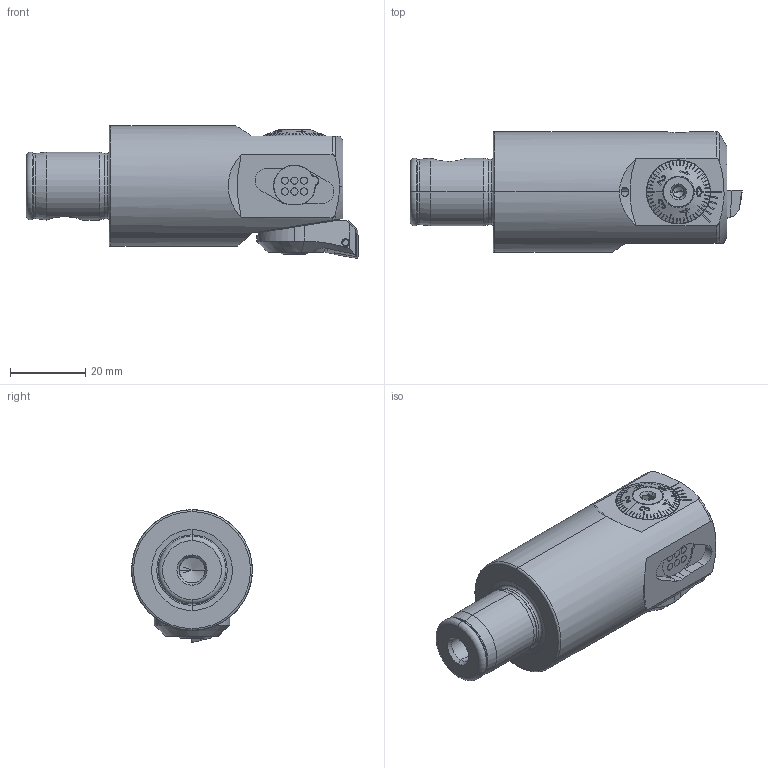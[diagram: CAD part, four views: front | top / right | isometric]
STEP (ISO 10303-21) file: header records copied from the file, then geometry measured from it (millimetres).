
FILE_DESCRIPTION (( 'STEP AP214' ), '1' );
FILE_NAME ('C05.032.040.066.STEP', '2017-04-18T08:21:02', ( 'SWIAdmin' ), ( 'Hewlett-Packard Company' ), 'SwSTEP 2.0', 'SolidWorks 2015', '' );
FILE_SCHEMA (( 'AUTOMOTIVE_DESIGN' ));
Length unit declared in the file: millimetre
Products named in the file (21): C05.032.040.066; T7 M2.5 x 6; F32-BG3.006.026_A; F32-ER1.101.010_A; F32-WCA.001.007; WCA-ER2.001.006_A; CCMT060204; F32-WCA.001.007_C_fertigbearbeitet; F32-BG1.DA2.017_Aktuell 0.6.2014-Mx1.3; Fxx-MAB.xxx.xxx_A_F32x1.3; F32-BG1.010.006_A; F32-BG2.009.012_A; F32-BG2.017.004_A; F32-BG2.017.003_A; DIN 3771 - 15x1; F32-BG2.014.012_A; F32-BG1.DA1.017_A_Aktuell 0.6.2014-Mx1.3; PEE-DA1.011.026_A; WH3-F32.DA1.066_A; Klebstoff D6; ISO 4026 - M6 x 5
Assembly tree (20 placements, depth 3):
  C05.032.040.066
    WH3-F32.DA1.066_A
    F32-BG1.DA2.017_Aktuell 0.6.2014-Mx1.3
      F32-BG1.DA1.017_A_Aktuell 0.6.2014-Mx1.3
      F32-BG2.014.012_A
      DIN 3771 - 15x1
      F32-BG2.017.003_A
      F32-BG2.017.004_A
      F32-BG2.009.012_A
      F32-BG1.010.006_A
      Fxx-MAB.xxx.xxx_A_F32x1.3
    F32-WCA.001.007
      F32-WCA.001.007_C_fertigbearbeitet
      CCMT060204
      WCA-ER2.001.006_A
    F32-ER1.101.010_A
    F32-BG3.006.026_A
    T7 M2.5 x 6
    ISO 4026 - M6 x 5
    Klebstoff D6
    PEE-DA1.011.026_A
Bounding box: 88 x 32 x 35.15 mm (x, y, z)
Volume: 49910.6 mm3; surface area: 20133.1 mm2
Topology: 20 solids, 20 shells, 896 faces, 2289 edges, 1442 vertices
Faces by surface type: plane 390, cone 201, cylinder 190, torus 66, bspline 47, sphere 2
Entity records: 32597 total; most frequent: CARTESIAN_POINT 9467, ORIENTED_EDGE 4546, DIRECTION 4073, EDGE_CURVE 2273, AXIS2_PLACEMENT_3D 1566, VERTEX_POINT 1442, EDGE_LOOP 957, VECTOR 941
